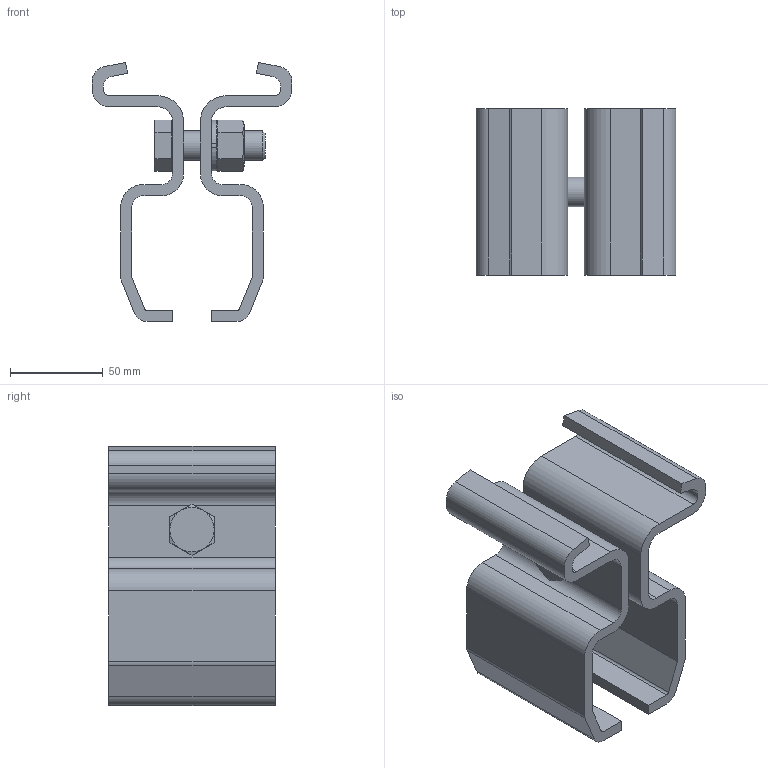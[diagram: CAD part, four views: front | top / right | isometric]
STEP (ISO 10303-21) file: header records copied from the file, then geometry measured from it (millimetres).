
FILE_DESCRIPTION(('STEP AP214'),'1');
FILE_NAME('PMH Upphängningsklämma 1505 IPE180.stp','2013-08-06T12:20:12',(' '),(' '),'Spatial InterOp 3D',' ',' ');
FILE_SCHEMA(('automotive_design'));
Length unit declared in the file: millimetre
Products named in the file (6): PMH Profilskena Upphangningsklamma 1505 IPE180; Part1; Part2; Part3; Part4; Part5
Assembly tree (5 placements, depth 2):
  PMH Profilskena Upphangningsklamma 1505 IPE180
    Part1
    Part2
    Part3
    Part4
    Part5
Bounding box: 108 x 90 x 140 mm (x, y, z)
Volume: 255925 mm3; surface area: 93799.5 mm2
Topology: 5 solids, 5 shells, 108 faces, 278 edges, 182 vertices
Faces by surface type: plane 62, cylinder 33, cone 12, torus 1
Full cylindrical faces by diameter (mm): 13.835 x1, 16 x1, 17 x2, 22.5 x1
Entity records: 4317 total; most frequent: CARTESIAN_POINT 724, DIRECTION 546, ORIENTED_EDGE 526, EDGE_CURVE 263, AXIS2_PLACEMENT_3D 193, VERTEX_POINT 179, LINE 160, VECTOR 160
